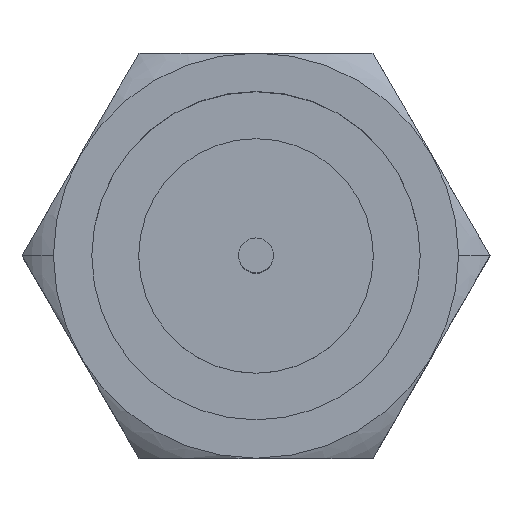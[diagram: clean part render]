
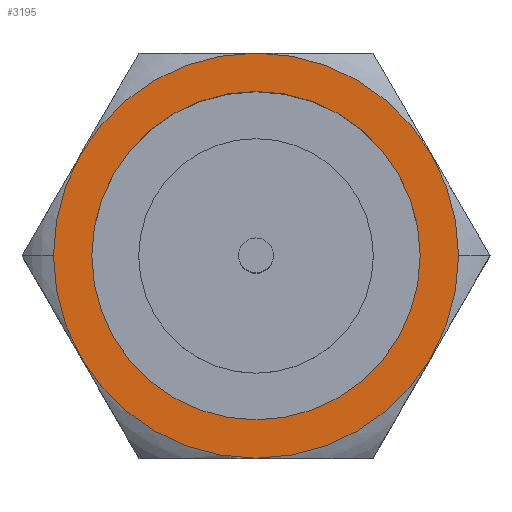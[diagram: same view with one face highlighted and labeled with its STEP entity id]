
A CAD part, top view. The second image highlights one B-rep face of the part: STEP entity #3195.
In plain terms, the highlighted planar face has unit normal (0, 0, 1).
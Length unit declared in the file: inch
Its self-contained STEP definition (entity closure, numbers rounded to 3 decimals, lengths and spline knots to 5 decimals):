
#664 = CARTESIAN_POINT ( 'NONE',  ( 0.175, 0., 0. ) ) ;
#665 = DIRECTION ( 'NONE',  ( 1., 0., 0. ) ) ;
#666 = DIRECTION ( 'NONE',  ( 0., 0., 1. ) ) ;
#667 = CARTESIAN_POINT ( 'NONE',  ( 0., 0., 0. ) ) ;
#668 = AXIS2_PLACEMENT_3D ( 'NONE', #667, #666, #665 ) ;
#669 = CIRCLE ( 'NONE', #668, 0.175 ) ;
#670 = CARTESIAN_POINT ( 'NONE',  ( -0.175, 0., 0. ) ) ;
#1315 = CARTESIAN_POINT ( 'NONE',  ( 0.21589, 0., 0. ) ) ;
#1316 = DIRECTION ( 'NONE',  ( 1., 0., 0. ) ) ;
#1317 = DIRECTION ( 'NONE',  ( 0., 0., 1. ) ) ;
#1318 = CARTESIAN_POINT ( 'NONE',  ( 0., 0., 0. ) ) ;
#1319 = AXIS2_PLACEMENT_3D ( 'NONE', #1318, #1317, #1316 ) ;
#1320 = CIRCLE ( 'NONE', #1319, 0.21589 ) ;
#1321 = CARTESIAN_POINT ( 'NONE',  ( -0.21589, 0., 0. ) ) ;
#1923 = DIRECTION ( 'NONE',  ( 1., 0., 0. ) ) ;
#1924 = DIRECTION ( 'NONE',  ( 0., 0., 1. ) ) ;
#1925 = CARTESIAN_POINT ( 'NONE',  ( 0., 0., 0. ) ) ;
#1926 = AXIS2_PLACEMENT_3D ( 'NONE', #1925, #1924, #1923 ) ;
#1932 = CIRCLE ( 'NONE', #1926, 0.175 ) ;
#2162 = DIRECTION ( 'NONE',  ( 1., 0., 0. ) ) ;
#2227 = DIRECTION ( 'NONE',  ( 0., 0., 1. ) ) ;
#2228 = AXIS2_PLACEMENT_3D ( 'NONE', #2230, #2227, #2162 ) ;
#2230 = CARTESIAN_POINT ( 'NONE',  ( 0.12471, -0.216, 0. ) ) ;
#2231 = PLANE ( 'NONE',  #2228 ) ;
#2232 = FACE_OUTER_BOUND ( 'NONE', #2938, .T. ) ;
#2237 = FACE_BOUND ( 'NONE', #3220, .T. ) ;
#2398 = DIRECTION ( 'NONE',  ( 1., 0., 0. ) ) ;
#2399 = DIRECTION ( 'NONE',  ( 0., 0., 1. ) ) ;
#2400 = AXIS2_PLACEMENT_3D ( 'NONE', #2406, #2399, #2398 ) ;
#2405 = CIRCLE ( 'NONE', #2400, 0.21589 ) ;
#2406 = CARTESIAN_POINT ( 'NONE',  ( 0., 0., 0. ) ) ;
#2445 = VERTEX_POINT ( 'NONE', #670 ) ;
#2447 = EDGE_CURVE ( 'NONE', #2445, #2448, #669, .T. ) ;
#2448 = VERTEX_POINT ( 'NONE', #664 ) ;
#2806 = VERTEX_POINT ( 'NONE', #1321 ) ;
#2808 = EDGE_CURVE ( 'NONE', #2809, #2806, #1320, .T. ) ;
#2809 = VERTEX_POINT ( 'NONE', #1315 ) ;
#2937 = ORIENTED_EDGE ( 'NONE', *, *, #2447, .F. ) ;
#2938 = EDGE_LOOP ( 'NONE', ( #3197, #3138 ) ) ;
#3094 = EDGE_CURVE ( 'NONE', #2448, #2445, #1932, .T. ) ;
#3138 = ORIENTED_EDGE ( 'NONE', *, *, #3221, .T. ) ;
#3139 = ORIENTED_EDGE ( 'NONE', *, *, #3094, .F. ) ;
#3195 = ADVANCED_FACE ( 'NONE', ( #2237, #2232 ), #2231, .T. ) ;
#3197 = ORIENTED_EDGE ( 'NONE', *, *, #2808, .T. ) ;
#3220 = EDGE_LOOP ( 'NONE', ( #3139, #2937 ) ) ;
#3221 = EDGE_CURVE ( 'NONE', #2806, #2809, #2405, .T. ) ;
